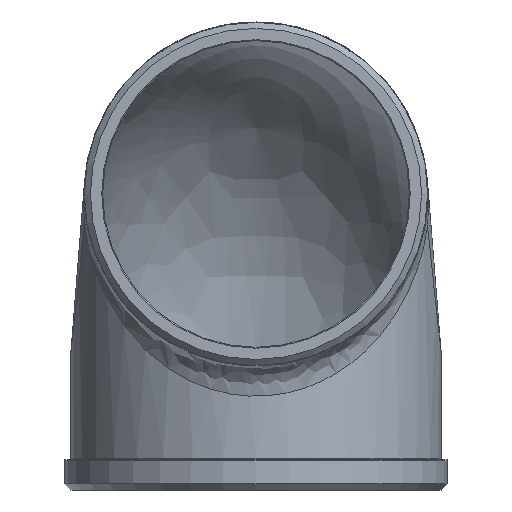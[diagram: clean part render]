
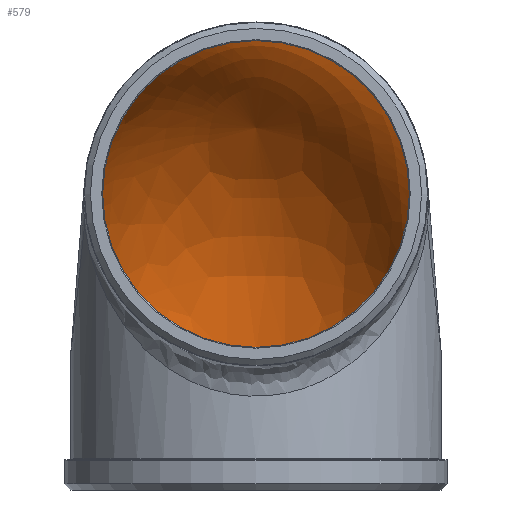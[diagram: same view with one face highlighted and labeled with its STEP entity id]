
A CAD part, left-side view. The second image highlights one B-rep face of the part: STEP entity #579.
In plain terms, the highlighted free-form (B-spline) face has degree [2, 2] with [5, 3] control points.
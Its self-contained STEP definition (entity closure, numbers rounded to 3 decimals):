
#34=(
BOUNDED_SURFACE()
B_SPLINE_SURFACE(2,2,((#2326,#2327,#2328),(#2329,#2330,#2331),(#2332,#2333,
#2334),(#2335,#2336,#2337),(#2338,#2339,#2340)),.UNSPECIFIED.,.F.,.F.,.F.)
B_SPLINE_SURFACE_WITH_KNOTS((3,2,3),(3,3),(-1.525,0.,
1.525),(1.571,3.142),.UNSPECIFIED.)
GEOMETRIC_REPRESENTATION_ITEM()
RATIONAL_B_SPLINE_SURFACE(((1.,0.707,1.),(0.723,
0.511,0.723),(1.,0.707,1.),(0.723,
0.511,0.723),(1.,0.707,1.)))
REPRESENTATION_ITEM('')
SURFACE()
);
#65=B_SPLINE_CURVE_WITH_KNOTS('',3,(#1768,#1769,#1770,#1771,#1772,#1773,
#1774,#1775,#1776),.UNSPECIFIED.,.F.,.F.,(4,1,1,1,1,1,4),(-6.34,
-3.623,-1.811,-0.906,-0.453,
-0.226,0.),.UNSPECIFIED.);
#67=B_SPLINE_CURVE_WITH_KNOTS('',3,(#1875,#1876,#1877,#1878,#1879,#1880,
#1881,#1882,#1883,#1884,#1885,#1886,#1887,#1888,#1889),.UNSPECIFIED.,.F.,
 .F.,(4,1,1,1,1,1,1,1,1,1,2,4),(-7.344,-6.61,-5.875,
-5.141,-4.407,-3.672,-2.938,
-2.203,-1.469,-0.734,0.,0.01),
 .UNSPECIFIED.);
#69=B_SPLINE_CURVE_WITH_KNOTS('',3,(#1943,#1944,#1945,#1946,#1947,#1948,
#1949,#1950,#1951,#1952),.UNSPECIFIED.,.F.,.F.,(4,1,1,1,1,1,1,4),(-6.34,
-6.114,-5.887,-5.434,-4.529,
-3.623,-1.811,0.),
 .UNSPECIFIED.);
#73=B_SPLINE_CURVE_WITH_KNOTS('',3,(#2102,#2103,#2104,#2105,#2106,#2107,
#2108,#2109,#2110,#2111,#2112,#2113,#2114,#2115,#2116),.UNSPECIFIED.,.F.,
 .F.,(4,2,1,1,1,1,1,1,1,1,1,4),(-7.354,-7.344,-6.61,
-5.875,-5.141,-4.407,-3.672,
-2.938,-2.203,-1.469,-0.734,
0.),.UNSPECIFIED.);
#169=FACE_OUTER_BOUND('',#234,.T.);
#234=EDGE_LOOP('',(#520,#521,#522,#523,#524));
#266=CIRCLE('',#647,56.9);
#305=VERTEX_POINT('',#1716);
#307=VERTEX_POINT('',#1757);
#309=VERTEX_POINT('',#1838);
#310=VERTEX_POINT('',#1840);
#312=VERTEX_POINT('',#1931);
#370=EDGE_CURVE('',#307,#305,#65,.T.);
#373=EDGE_CURVE('',#309,#310,#67,.T.);
#376=EDGE_CURVE('',#312,#309,#69,.T.);
#383=EDGE_CURVE('',#310,#307,#73,.T.);
#387=EDGE_CURVE('',#312,#305,#266,.T.);
#520=ORIENTED_EDGE('',*,*,#370,.T.);
#521=ORIENTED_EDGE('',*,*,#387,.F.);
#522=ORIENTED_EDGE('',*,*,#376,.T.);
#523=ORIENTED_EDGE('',*,*,#373,.T.);
#524=ORIENTED_EDGE('',*,*,#383,.T.);
#579=ADVANCED_FACE('',(#169),#34,.T.);
#647=AXIS2_PLACEMENT_3D('',#2325,#781,#782);
#781=DIRECTION('center_axis',(0.,0.,1.));
#782=DIRECTION('ref_axis',(1.,0.,0.));
#1716=CARTESIAN_POINT('',(2.595,56.841,-52.585));
#1757=CARTESIAN_POINT('',(-6.655,51.312,7.185));
#1768=CARTESIAN_POINT('Ctrl Pts',(-6.655,51.312,7.185));
#1769=CARTESIAN_POINT('Ctrl Pts',(0.537,51.9,0.691));
#1770=CARTESIAN_POINT('Ctrl Pts',(9.833,53.153,-13.108));
#1771=CARTESIAN_POINT('Ctrl Pts',(12.4,54.948,-32.584));
#1772=CARTESIAN_POINT('Ctrl Pts',(9.837,55.985,-43.651));
#1773=CARTESIAN_POINT('Ctrl Pts',(7.066,56.464,-48.685));
#1774=CARTESIAN_POINT('Ctrl Pts',(4.829,56.705,-51.19));
#1775=CARTESIAN_POINT('Ctrl Pts',(3.405,56.804,-52.207));
#1776=CARTESIAN_POINT('Ctrl Pts',(2.595,56.841,-52.585));
#1838=CARTESIAN_POINT('',(-6.655,-51.312,7.185));
#1840=CARTESIAN_POINT('',(-48.2,0.,52.515));
#1875=CARTESIAN_POINT('Ctrl Pts',(-6.655,-51.312,7.185));
#1876=CARTESIAN_POINT('Ctrl Pts',(-8.599,-51.153,8.94));
#1877=CARTESIAN_POINT('Ctrl Pts',(-12.354,-50.596,12.618));
#1878=CARTESIAN_POINT('Ctrl Pts',(-17.501,-48.853,18.669));
#1879=CARTESIAN_POINT('Ctrl Pts',(-22.143,-46.049,25.025));
#1880=CARTESIAN_POINT('Ctrl Pts',(-26.38,-42.096,31.361));
#1881=CARTESIAN_POINT('Ctrl Pts',(-30.317,-37.03,37.305));
#1882=CARTESIAN_POINT('Ctrl Pts',(-34.04,-30.98,42.536));
#1883=CARTESIAN_POINT('Ctrl Pts',(-37.675,-24.005,46.884));
#1884=CARTESIAN_POINT('Ctrl Pts',(-41.183,-16.461,50.066));
#1885=CARTESIAN_POINT('Ctrl Pts',(-44.687,-8.386,52.061));
#1886=CARTESIAN_POINT('Ctrl Pts',(-47.002,-2.86,52.509));
#1887=CARTESIAN_POINT('Ctrl Pts',(-48.168,-0.076,
52.515));
#1888=CARTESIAN_POINT('Ctrl Pts',(-48.184,-0.038,
52.515));
#1889=CARTESIAN_POINT('Ctrl Pts',(-48.2,0.,52.515));
#1931=CARTESIAN_POINT('',(2.595,-56.841,-52.585));
#1943=CARTESIAN_POINT('Ctrl Pts',(2.595,-56.841,-52.585));
#1944=CARTESIAN_POINT('Ctrl Pts',(3.405,-56.804,-52.207));
#1945=CARTESIAN_POINT('Ctrl Pts',(4.828,-56.705,-51.191));
#1946=CARTESIAN_POINT('Ctrl Pts',(7.067,-56.464,-48.685));
#1947=CARTESIAN_POINT('Ctrl Pts',(9.833,-55.985,-43.65));
#1948=CARTESIAN_POINT('Ctrl Pts',(11.678,-55.244,-35.751));
#1949=CARTESIAN_POINT('Ctrl Pts',(11.485,-54.05,-22.86));
#1950=CARTESIAN_POINT('Ctrl Pts',(6.292,-52.631,-7.363));
#1951=CARTESIAN_POINT('Ctrl Pts',(-1.86,-51.704,2.855));
#1952=CARTESIAN_POINT('Ctrl Pts',(-6.655,-51.312,7.185));
#2102=CARTESIAN_POINT('Ctrl Pts',(-48.2,0.,52.515));
#2103=CARTESIAN_POINT('Ctrl Pts',(-48.184,0.038,
52.515));
#2104=CARTESIAN_POINT('Ctrl Pts',(-48.168,0.076,
52.515));
#2105=CARTESIAN_POINT('Ctrl Pts',(-47.002,2.86,52.509));
#2106=CARTESIAN_POINT('Ctrl Pts',(-44.686,8.387,52.06));
#2107=CARTESIAN_POINT('Ctrl Pts',(-41.184,16.459,50.067));
#2108=CARTESIAN_POINT('Ctrl Pts',(-37.674,24.007,46.882));
#2109=CARTESIAN_POINT('Ctrl Pts',(-34.041,30.979,42.538));
#2110=CARTESIAN_POINT('Ctrl Pts',(-30.317,37.029,37.305));
#2111=CARTESIAN_POINT('Ctrl Pts',(-26.38,42.097,31.361));
#2112=CARTESIAN_POINT('Ctrl Pts',(-22.143,46.049,25.025));
#2113=CARTESIAN_POINT('Ctrl Pts',(-17.501,48.852,18.669));
#2114=CARTESIAN_POINT('Ctrl Pts',(-12.354,50.596,12.618));
#2115=CARTESIAN_POINT('Ctrl Pts',(-8.599,51.153,8.94));
#2116=CARTESIAN_POINT('Ctrl Pts',(-6.655,51.312,7.185));
#2325=CARTESIAN_POINT('Origin',(0.,0.,-52.585));
#2326=CARTESIAN_POINT('Ctrl Pts',(2.595,56.841,-52.585));
#2327=CARTESIAN_POINT('Ctrl Pts',(2.595,56.841,-1.79));
#2328=CARTESIAN_POINT('Ctrl Pts',(-48.2,56.841,-1.79));
#2329=CARTESIAN_POINT('Ctrl Pts',(56.9,54.361,-52.585));
#2330=CARTESIAN_POINT('Ctrl Pts',(56.9,54.361,52.515));
#2331=CARTESIAN_POINT('Ctrl Pts',(-48.2,54.361,52.515));
#2332=CARTESIAN_POINT('Ctrl Pts',(56.9,0.,-52.585));
#2333=CARTESIAN_POINT('Ctrl Pts',(56.9,0.,
52.515));
#2334=CARTESIAN_POINT('Ctrl Pts',(-48.2,0.,
52.515));
#2335=CARTESIAN_POINT('Ctrl Pts',(56.9,-54.361,-52.585));
#2336=CARTESIAN_POINT('Ctrl Pts',(56.9,-54.361,52.515));
#2337=CARTESIAN_POINT('Ctrl Pts',(-48.2,-54.361,52.515));
#2338=CARTESIAN_POINT('Ctrl Pts',(2.595,-56.841,-52.585));
#2339=CARTESIAN_POINT('Ctrl Pts',(2.595,-56.841,-1.79));
#2340=CARTESIAN_POINT('Ctrl Pts',(-48.2,-56.841,-1.79));
